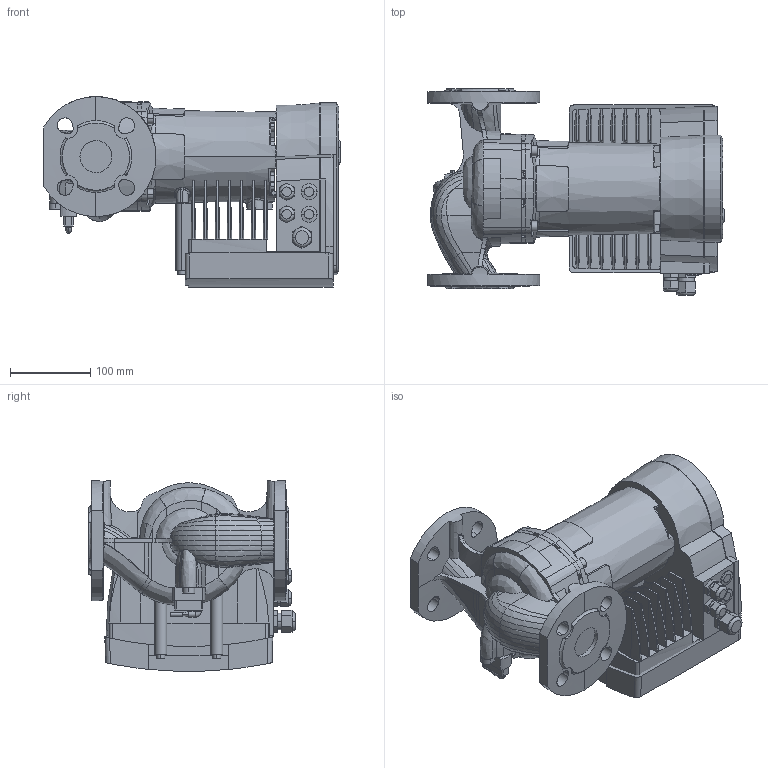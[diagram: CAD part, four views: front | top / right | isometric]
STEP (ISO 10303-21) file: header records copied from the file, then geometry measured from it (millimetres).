
FILE_DESCRIPTION (( 'STEP AP203' ), '1' );
FILE_NAME ('ModulA 40-12 250 RED.STEP', '2014-07-15T09:58:04', ( '' ), ( '' ), 'SwSTEP 2.0', 'SolidWorks 2011', '' );
FILE_SCHEMA (( 'CONFIG_CONTROL_DESIGN' ));
Length unit declared in the file: millimetre
Products named in the file (1): ModulA 40-12 250 RED
Bounding box: 370.1 x 258 x 238.5 mm (x, y, z)
Volume: 8727676.3 mm3; surface area: 847806.7 mm2
Topology: 12 solids, 12 shells, 1413 faces, 3787 edges, 2428 vertices
Faces by surface type: bspline 471, plane 470, cylinder 297, cone 133, torus 38, sphere 4
Entity records: 83311 total; most frequent: CARTESIAN_POINT 52540, ORIENTED_EDGE 7504, DIRECTION 4668, EDGE_CURVE 3752, VERTEX_POINT 2428, AXIS2_PLACEMENT_3D 1662, B_SPLINE_CURVE_WITH_KNOTS 1526, EDGE_LOOP 1502
